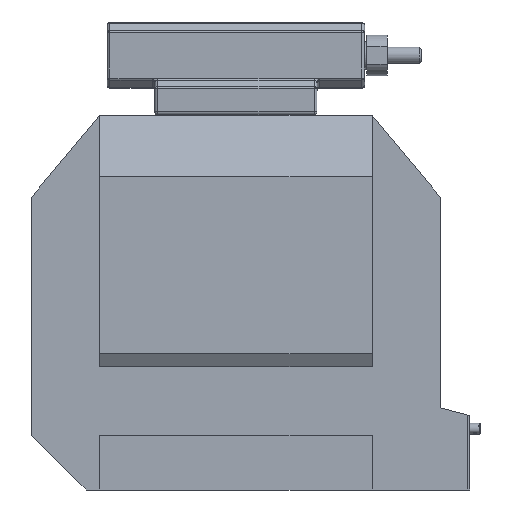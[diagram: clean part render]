
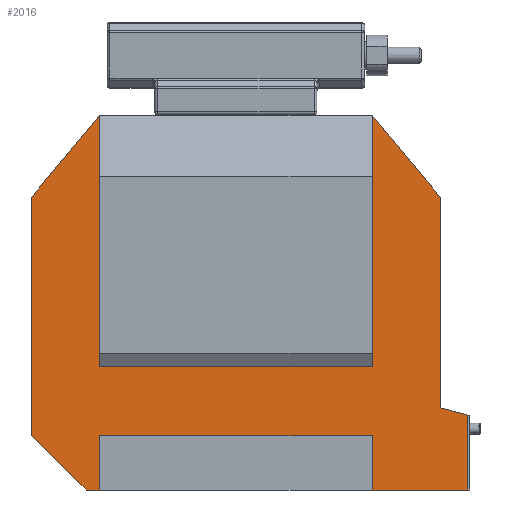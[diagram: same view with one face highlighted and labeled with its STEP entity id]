
A CAD part, front view. The second image highlights one B-rep face of the part: STEP entity #2016.
In plain terms, the highlighted planar face has unit normal (0, -1, 0).
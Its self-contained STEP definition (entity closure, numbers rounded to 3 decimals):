
#2016=ADVANCED_FACE('',(#12589),#12591,.F.);
#12589=FACE_BOUND('',#12590,.T.);
#12590=EDGE_LOOP('',(#27300,#27301,#27302,#27303,#27304,#27305,#27306,#27307,#27308,
#27309,#27310,#27311,#27312,#27313,#27314));
#12591=PLANE('',#12592);
#12592=AXIS2_PLACEMENT_3D('',#12593,#12594,#12595);
#12593=CARTESIAN_POINT('',(-150.,-55.,-97.5));
#12594=DIRECTION('',(0.,1.,0.));
#12595=DIRECTION('',(0.,0.,1.));
#27300=ORIENTED_EDGE('',*,*,#32722,.F.);
#27301=ORIENTED_EDGE('',*,*,#32666,.F.);
#27302=ORIENTED_EDGE('',*,*,#32721,.T.);
#27303=ORIENTED_EDGE('',*,*,#32723,.T.);
#27304=ORIENTED_EDGE('',*,*,#32724,.F.);
#27305=ORIENTED_EDGE('',*,*,#32674,.F.);
#27306=ORIENTED_EDGE('',*,*,#32725,.T.);
#27307=ORIENTED_EDGE('',*,*,#32726,.T.);
#27308=ORIENTED_EDGE('',*,*,#32727,.F.);
#27309=ORIENTED_EDGE('',*,*,#32728,.F.);
#27310=ORIENTED_EDGE('',*,*,#32729,.F.);
#27311=ORIENTED_EDGE('',*,*,#32730,.F.);
#27312=ORIENTED_EDGE('',*,*,#32731,.T.);
#27313=ORIENTED_EDGE('',*,*,#32732,.F.);
#27314=ORIENTED_EDGE('',*,*,#32733,.F.);
#32666=EDGE_CURVE('',#35414,#35416,#35417,.F.);
#32674=EDGE_CURVE('',#35430,#35432,#35433,.F.);
#32721=EDGE_CURVE('',#35414,#35505,#35507,.T.);
#32722=EDGE_CURVE('',#35416,#35508,#35509,.T.);
#32723=EDGE_CURVE('',#35505,#35510,#35511,.T.);
#32724=EDGE_CURVE('',#35432,#35510,#35512,.T.);
#32725=EDGE_CURVE('',#35430,#35513,#35514,.F.);
#32726=EDGE_CURVE('',#35513,#35515,#35516,.F.);
#32727=EDGE_CURVE('',#35517,#35515,#35518,.F.);
#32728=EDGE_CURVE('',#35519,#35517,#35520,.T.);
#32729=EDGE_CURVE('',#35521,#35519,#35522,.T.);
#32730=EDGE_CURVE('',#35523,#35521,#35524,.T.);
#32731=EDGE_CURVE('',#35523,#35525,#35526,.T.);
#32732=EDGE_CURVE('',#35527,#35525,#35528,.T.);
#32733=EDGE_CURVE('',#35508,#35527,#35529,.F.);
#35414=VERTEX_POINT('',#40042);
#35416=VERTEX_POINT('',#40046);
#35417=LINE('',#40047,#40048);
#35430=VERTEX_POINT('',#40074);
#35432=VERTEX_POINT('',#40078);
#35433=LINE('',#40079,#40080);
#35505=VERTEX_POINT('',#40258);
#35507=LINE('',#40262,#40263);
#35508=VERTEX_POINT('',#40265);
#35509=LINE('',#40266,#40267);
#35510=VERTEX_POINT('',#40269);
#35511=LINE('',#40270,#40271);
#35512=LINE('',#40273,#40274);
#35513=VERTEX_POINT('',#40276);
#35514=LINE('',#40277,#40278);
#35515=VERTEX_POINT('',#40280);
#35516=LINE('',#40281,#40282);
#35517=VERTEX_POINT('',#40284);
#35518=LINE('',#40285,#40286);
#35519=VERTEX_POINT('',#40288);
#35520=LINE('',#40289,#40290);
#35521=VERTEX_POINT('',#40292);
#35522=LINE('',#40293,#40294);
#35523=VERTEX_POINT('',#40296);
#35524=LINE('',#40297,#40298);
#35525=VERTEX_POINT('',#40300);
#35526=LINE('',#40301,#40302);
#35527=VERTEX_POINT('',#40304);
#35528=LINE('',#40305,#40306);
#35529=LINE('',#40308,#40309);
#40042=CARTESIAN_POINT('',(-100.,-55.,-137.5));
#40046=CARTESIAN_POINT('',(-110.,-55.,-137.5));
#40047=CARTESIAN_POINT('',(-110.,-55.,-137.5));
#40048=VECTOR('',#40049,1.);
#40049=DIRECTION('',(1.,0.,0.));
#40074=CARTESIAN_POINT('',(170.,-55.,-137.5));
#40078=CARTESIAN_POINT('',(100.,-55.,-137.5));
#40079=CARTESIAN_POINT('',(100.,-55.,-137.5));
#40080=VECTOR('',#40081,1.);
#40081=DIRECTION('',(1.,0.,0.));
#40258=CARTESIAN_POINT('',(-100.,-55.,-97.5));
#40262=CARTESIAN_POINT('',(-100.,-55.,-137.5));
#40263=VECTOR('',#40264,1.);
#40264=DIRECTION('',(0.,0.,1.));
#40265=CARTESIAN_POINT('',(-150.,-55.,-97.5));
#40266=CARTESIAN_POINT('',(-110.,-55.,-137.5));
#40267=VECTOR('',#40268,1.);
#40268=DIRECTION('',(-0.707,0.,0.707));
#40269=CARTESIAN_POINT('',(100.,-55.,-97.5));
#40270=CARTESIAN_POINT('',(-100.,-55.,-97.5));
#40271=VECTOR('',#40272,1.);
#40272=DIRECTION('',(1.,0.,0.));
#40273=CARTESIAN_POINT('',(100.,-55.,-137.5));
#40274=VECTOR('',#40275,1.);
#40275=DIRECTION('',(0.,0.,1.));
#40276=CARTESIAN_POINT('',(170.,-55.,-82.5));
#40277=CARTESIAN_POINT('',(170.,-55.,-82.5));
#40278=VECTOR('',#40279,1.);
#40279=DIRECTION('',(0.,0.,-1.));
#40280=CARTESIAN_POINT('',(150.,-55.,-77.141));
#40281=CARTESIAN_POINT('',(150.,-55.,-77.141));
#40282=VECTOR('',#40283,1.);
#40283=DIRECTION('',(0.966,0.,-0.259));
#40284=CARTESIAN_POINT('',(150.,-55.,77.5));
#40285=CARTESIAN_POINT('',(150.,-55.,-77.141));
#40286=VECTOR('',#40287,1.);
#40287=DIRECTION('',(0.,0.,1.));
#40288=CARTESIAN_POINT('',(100.,-55.,137.5));
#40289=CARTESIAN_POINT('',(100.,-55.,137.5));
#40290=VECTOR('',#40291,1.);
#40291=DIRECTION('',(0.64,0.,-0.768));
#40292=CARTESIAN_POINT('',(100.,-55.,-46.878));
#40293=CARTESIAN_POINT('',(100.,-55.,-46.878));
#40294=VECTOR('',#40295,1.);
#40295=DIRECTION('',(0.,0.,1.));
#40296=CARTESIAN_POINT('',(-100.,-55.,-46.878));
#40297=CARTESIAN_POINT('',(-100.,-55.,-46.878));
#40298=VECTOR('',#40299,1.);
#40299=DIRECTION('',(1.,0.,0.));
#40300=CARTESIAN_POINT('',(-100.,-55.,137.5));
#40301=CARTESIAN_POINT('',(-100.,-55.,-46.878));
#40302=VECTOR('',#40303,1.);
#40303=DIRECTION('',(0.,0.,1.));
#40304=CARTESIAN_POINT('',(-150.,-55.,77.5));
#40305=CARTESIAN_POINT('',(-150.,-55.,77.5));
#40306=VECTOR('',#40307,1.);
#40307=DIRECTION('',(0.64,0.,0.768));
#40308=CARTESIAN_POINT('',(-150.,-55.,77.5));
#40309=VECTOR('',#40310,1.);
#40310=DIRECTION('',(0.,0.,-1.));
